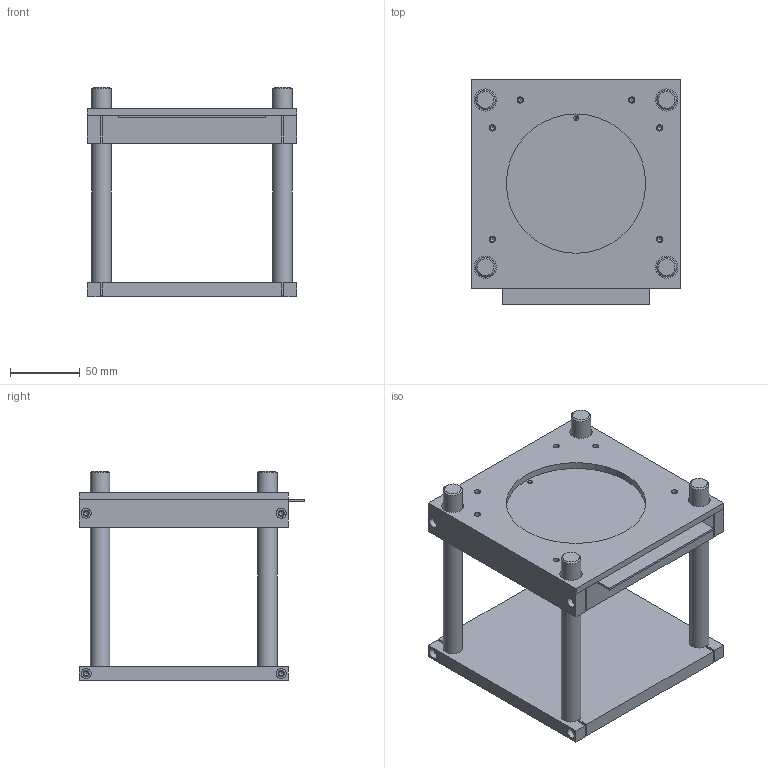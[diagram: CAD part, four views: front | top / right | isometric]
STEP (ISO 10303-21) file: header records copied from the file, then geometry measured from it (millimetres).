
FILE_DESCRIPTION( ( 'Unknown' ), '1' );
FILE_NAME( 'Fliegendetektorstation.stp', 'Unknown', ( 'Unknown' ), ( 'Unknown' ), 'PSStep 15.0.49', 'Unknown', ' ' );
FILE_SCHEMA( ( 'AUTOMOTIVE_DESIGN { 1 0 10303 214 1 1 1 1 }' ) );
Length unit declared in the file: millimetre
Products named in the file (7): Assem1; Führungsplatte; Deckplatte; Schale; Grundplatte; Säule; Sichtfenster
Assembly tree (9 placements, depth 2):
  Assem1
    Führungsplatte
    Deckplatte
    Schale
    Grundplatte
    Säule  x4
    Sichtfenster
Bounding box: 150 x 162 x 150 mm (x, y, z)
Volume: 649336.7 mm3; surface area: 216237.7 mm2
Topology: 9 solids, 9 shells, 175 faces, 428 edges, 281 vertices
Faces by surface type: cylinder 76, plane 72, cone 25, sphere 2
Full cylindrical faces by diameter (mm): 1.5 x1, 3.242 x28, 4.3 x8, 4.5 x6, 7.2 x8, 14 x4, 16 x4, 94 x1, 100 x3, 130 x1
Entity records: 5636 total; most frequent: DIRECTION 762, CARTESIAN_POINT 696, ORIENTED_EDGE 566, AXIS2_PLACEMENT_3D 309, EDGE_LOOP 294, EDGE_CURVE 283, VERTEX_POINT 243, FACE_OUTER_BOUND 221
